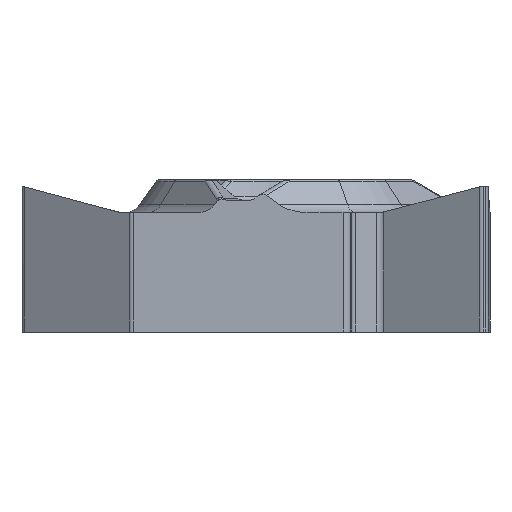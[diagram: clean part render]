
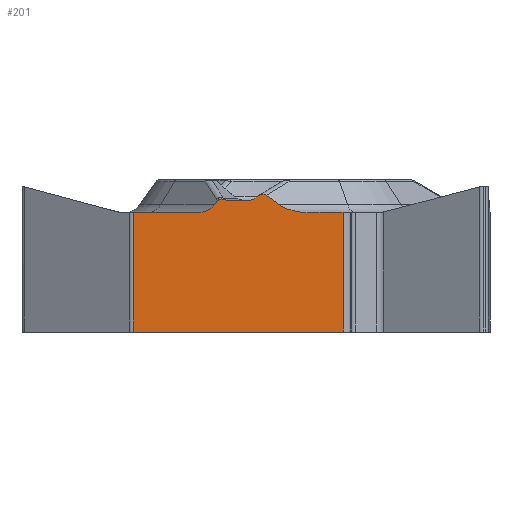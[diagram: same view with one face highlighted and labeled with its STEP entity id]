
A CAD part, left-side view. The second image highlights one B-rep face of the part: STEP entity #201.
In plain terms, the highlighted planar face has unit normal (-1, 0, 0).
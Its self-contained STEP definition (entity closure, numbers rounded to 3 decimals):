
#88=PLANE('',#2655);
#135=ELLIPSE('',#2649,1.5,0.75);
#136=ELLIPSE('',#2650,1.5,0.75);
#137=ELLIPSE('',#2651,0.304,0.205);
#138=ELLIPSE('',#2652,0.309,0.3);
#139=ELLIPSE('',#2653,0.309,0.3);
#140=ELLIPSE('',#2654,0.884,0.75);
#201=ADVANCED_FACE('',(#404),#88,.F.);
#404=FACE_OUTER_BOUND('',#553,.T.);
#553=EDGE_LOOP('',(#819,#820,#821,#822,#823,#824,#825,#826,#827,#828,#829,
#830,#831,#832,#833,#834,#835,#836));
#819=ORIENTED_EDGE('',*,*,#1827,.F.);
#820=ORIENTED_EDGE('',*,*,#1828,.T.);
#821=ORIENTED_EDGE('',*,*,#1829,.T.);
#822=ORIENTED_EDGE('',*,*,#1830,.T.);
#823=ORIENTED_EDGE('',*,*,#1831,.T.);
#824=ORIENTED_EDGE('',*,*,#1832,.T.);
#825=ORIENTED_EDGE('',*,*,#1833,.T.);
#826=ORIENTED_EDGE('',*,*,#1834,.F.);
#827=ORIENTED_EDGE('',*,*,#1835,.F.);
#828=ORIENTED_EDGE('',*,*,#1836,.T.);
#829=ORIENTED_EDGE('',*,*,#1837,.T.);
#830=ORIENTED_EDGE('',*,*,#1838,.T.);
#831=ORIENTED_EDGE('',*,*,#1839,.T.);
#832=ORIENTED_EDGE('',*,*,#1840,.F.);
#833=ORIENTED_EDGE('',*,*,#1841,.T.);
#834=ORIENTED_EDGE('',*,*,#1842,.T.);
#835=ORIENTED_EDGE('',*,*,#1843,.T.);
#836=ORIENTED_EDGE('',*,*,#1844,.T.);
#1589=VERTEX_POINT('',#3990);
#1590=VERTEX_POINT('',#3991);
#1591=VERTEX_POINT('',#3993);
#1592=VERTEX_POINT('',#3995);
#1593=VERTEX_POINT('',#3997);
#1594=VERTEX_POINT('',#3999);
#1595=VERTEX_POINT('',#4001);
#1596=VERTEX_POINT('',#4003);
#1597=VERTEX_POINT('',#4005);
#1598=VERTEX_POINT('',#4007);
#1599=VERTEX_POINT('',#4009);
#1600=VERTEX_POINT('',#4011);
#1601=VERTEX_POINT('',#4013);
#1602=VERTEX_POINT('',#4015);
#1603=VERTEX_POINT('',#4029);
#1604=VERTEX_POINT('',#4031);
#1605=VERTEX_POINT('',#4033);
#1606=VERTEX_POINT('',#4035);
#1827=EDGE_CURVE('',#1589,#1590,#2208,.T.);
#1828=EDGE_CURVE('',#1589,#1591,#2209,.T.);
#1829=EDGE_CURVE('',#1591,#1592,#2210,.T.);
#1830=EDGE_CURVE('',#1592,#1593,#2211,.T.);
#1831=EDGE_CURVE('',#1593,#1594,#135,.T.);
#1832=EDGE_CURVE('',#1594,#1595,#2212,.T.);
#1833=EDGE_CURVE('',#1595,#1596,#136,.T.);
#1834=EDGE_CURVE('',#1597,#1596,#2213,.T.);
#1835=EDGE_CURVE('',#1598,#1597,#137,.T.);
#1836=EDGE_CURVE('',#1598,#1599,#2214,.T.);
#1837=EDGE_CURVE('',#1599,#1600,#138,.T.);
#1838=EDGE_CURVE('',#1600,#1601,#2215,.T.);
#1839=EDGE_CURVE('',#1601,#1602,#139,.T.);
#1840=EDGE_CURVE('',#1603,#1602,#2556,.T.);
#1841=EDGE_CURVE('',#1603,#1604,#2216,.T.);
#1842=EDGE_CURVE('',#1604,#1605,#140,.T.);
#1843=EDGE_CURVE('',#1605,#1606,#2217,.T.);
#1844=EDGE_CURVE('',#1606,#1590,#2218,.T.);
#2208=LINE('',#3989,#2382);
#2209=LINE('',#3992,#2383);
#2210=LINE('',#3994,#2384);
#2211=LINE('',#3996,#2385);
#2212=LINE('',#4000,#2386);
#2213=LINE('',#4004,#2387);
#2214=LINE('',#4008,#2388);
#2215=LINE('',#4012,#2389);
#2216=LINE('',#4030,#2390);
#2217=LINE('',#4034,#2391);
#2218=LINE('',#4036,#2392);
#2382=VECTOR('',#2944,1.);
#2383=VECTOR('',#2945,1.);
#2384=VECTOR('',#2946,1.);
#2385=VECTOR('',#2947,1.);
#2386=VECTOR('',#2950,1.);
#2387=VECTOR('',#2953,1.);
#2388=VECTOR('',#2956,1.);
#2389=VECTOR('',#2959,1.);
#2390=VECTOR('',#2962,1.);
#2391=VECTOR('',#2965,1.);
#2392=VECTOR('',#2966,1.);
#2556=B_SPLINE_CURVE_WITH_KNOTS('',3,(#4016,#4017,#4018,#4019,#4020,#4021,
#4022,#4023,#4024,#4025,#4026,#4027,#4028),.UNSPECIFIED.,.F.,.F.,(4,3,3,
3,4),(0.,0.235,0.469,0.712,1.),
 .UNSPECIFIED.);
#2649=AXIS2_PLACEMENT_3D('',#3998,#2948,#2949);
#2650=AXIS2_PLACEMENT_3D('',#4002,#2951,#2952);
#2651=AXIS2_PLACEMENT_3D('',#4006,#2954,#2955);
#2652=AXIS2_PLACEMENT_3D('',#4010,#2957,#2958);
#2653=AXIS2_PLACEMENT_3D('',#4014,#2960,#2961);
#2654=AXIS2_PLACEMENT_3D('',#4032,#2963,#2964);
#2655=AXIS2_PLACEMENT_3D('',#4037,#2967,#2968);
#2944=DIRECTION('',(0.,1.,0.));
#2945=DIRECTION('',(0.,0.,1.));
#2946=DIRECTION('',(0.,1.,0.));
#2947=DIRECTION('',(0.,0.,1.));
#2948=DIRECTION('',(1.,0.,0.));
#2949=DIRECTION('',(0.,1.,0.));
#2950=DIRECTION('',(0.,1.,0.));
#2951=DIRECTION('',(1.,0.,0.));
#2952=DIRECTION('',(0.,1.,0.));
#2953=DIRECTION('',(0.,-0.814,-0.581));
#2954=DIRECTION('',(1.,0.,0.));
#2955=DIRECTION('',(0.,-0.858,0.514));
#2956=DIRECTION('',(0.,0.775,-0.631));
#2957=DIRECTION('',(1.,0.,0.));
#2958=DIRECTION('',(0.,-1.,0.));
#2959=DIRECTION('',(0.,1.,0.));
#2960=DIRECTION('',(1.,0.,0.));
#2961=DIRECTION('',(0.,-1.,0.));
#2962=DIRECTION('',(0.,0.637,-0.771));
#2963=DIRECTION('',(1.,0.,0.));
#2964=DIRECTION('',(0.,1.,0.));
#2965=DIRECTION('',(0.,1.,0.));
#2966=DIRECTION('',(0.,0.,-1.));
#2967=DIRECTION('',(1.,0.,0.));
#2968=DIRECTION('',(0.,0.,-1.));
#3989=CARTESIAN_POINT('',(-6.35,10.7,-5.56));
#3990=CARTESIAN_POINT('',(-6.35,-2.574,-5.56));
#3991=CARTESIAN_POINT('',(-6.35,5.78,-5.56));
#3992=CARTESIAN_POINT('',(-6.35,-2.574,8.608));
#3993=CARTESIAN_POINT('',(-6.35,-2.574,-0.793));
#3994=CARTESIAN_POINT('',(-6.35,0.,-0.793));
#3995=CARTESIAN_POINT('',(-6.35,-1.681,-0.793));
#3996=CARTESIAN_POINT('',(-6.35,-1.681,25.));
#3997=CARTESIAN_POINT('',(-6.35,-1.681,-0.793));
#3998=CARTESIAN_POINT('',(-6.35,-1.306,-0.067));
#3999=CARTESIAN_POINT('',(-6.35,-1.306,-0.817));
#4000=CARTESIAN_POINT('',(-6.35,0.,-0.817));
#4001=CARTESIAN_POINT('',(-6.35,-1.273,-0.817));
#4002=CARTESIAN_POINT('',(-6.35,-1.273,-0.067));
#4003=CARTESIAN_POINT('',(-6.35,-0.044,-0.497));
#4004=CARTESIAN_POINT('',(-6.35,19.13,13.194));
#4005=CARTESIAN_POINT('',(-6.35,0.483,-0.121));
#4006=CARTESIAN_POINT('',(-6.35,0.704,-0.32));
#4007=CARTESIAN_POINT('',(-6.35,0.862,-0.181));
#4008=CARTESIAN_POINT('',(-6.35,-5.551,5.04));
#4009=CARTESIAN_POINT('',(-6.35,0.934,-0.24));
#4010=CARTESIAN_POINT('',(-6.35,1.132,-0.01));
#4011=CARTESIAN_POINT('',(-6.35,1.132,-0.31));
#4012=CARTESIAN_POINT('',(-6.35,10.7,-0.31));
#4013=CARTESIAN_POINT('',(-6.35,2.034,-0.31));
#4014=CARTESIAN_POINT('',(-6.35,2.034,-0.01));
#4015=CARTESIAN_POINT('',(-6.35,2.159,-0.284));
#4016=CARTESIAN_POINT('',(-6.35,2.408,-0.334));
#4017=CARTESIAN_POINT('',(-6.35,2.394,-0.317));
#4018=CARTESIAN_POINT('',(-6.35,2.377,-0.303));
#4019=CARTESIAN_POINT('',(-6.35,2.359,-0.292));
#4020=CARTESIAN_POINT('',(-6.35,2.341,-0.281));
#4021=CARTESIAN_POINT('',(-6.35,2.321,-0.274));
#4022=CARTESIAN_POINT('',(-6.35,2.3,-0.269));
#4023=CARTESIAN_POINT('',(-6.35,2.279,-0.264));
#4024=CARTESIAN_POINT('',(-6.35,2.256,-0.263));
#4025=CARTESIAN_POINT('',(-6.35,2.234,-0.265));
#4026=CARTESIAN_POINT('',(-6.35,2.209,-0.268));
#4027=CARTESIAN_POINT('',(-6.35,2.183,-0.274));
#4028=CARTESIAN_POINT('',(-6.35,2.159,-0.284));
#4029=CARTESIAN_POINT('',(-6.35,2.408,-0.334));
#4030=CARTESIAN_POINT('',(-6.35,-6.669,10.659));
#4031=CARTESIAN_POINT('',(-6.35,2.543,-0.497));
#4032=CARTESIAN_POINT('',(-6.35,3.267,-0.067));
#4033=CARTESIAN_POINT('',(-6.35,3.267,-0.817));
#4034=CARTESIAN_POINT('',(-6.35,10.7,-0.817));
#4035=CARTESIAN_POINT('',(-6.35,5.78,-0.817));
#4036=CARTESIAN_POINT('',(-6.35,5.78,-5.56));
#4037=CARTESIAN_POINT('',(-6.35,10.7,25.));
